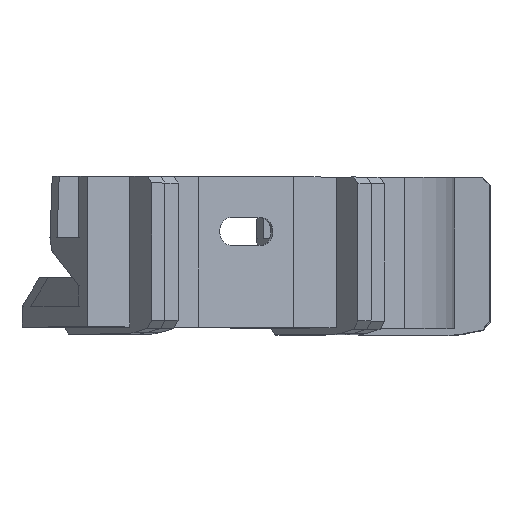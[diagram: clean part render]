
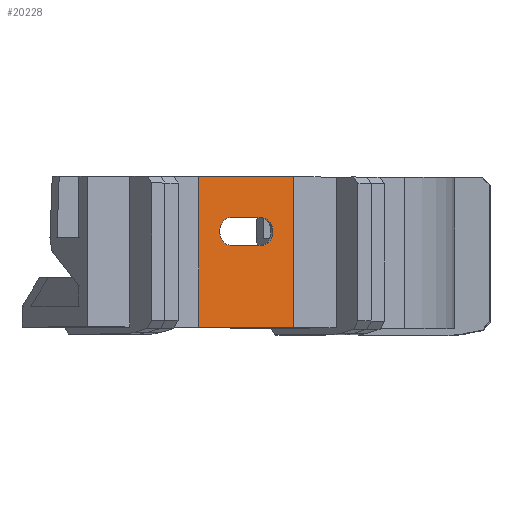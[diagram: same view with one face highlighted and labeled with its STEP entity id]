
A CAD part, left-side view. The second image highlights one B-rep face of the part: STEP entity #20228.
In plain terms, the highlighted face is planar.
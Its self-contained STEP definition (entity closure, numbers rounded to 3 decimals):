
#19952 = VERTEX_POINT('',#19953);
#19953 = CARTESIAN_POINT('',(3.,0.,16.));
#19960 = CYLINDRICAL_SURFACE('',#19961,2.);
#19961 = AXIS2_PLACEMENT_3D('',#19962,#19963,#19964);
#19962 = CARTESIAN_POINT('',(3.,24.,14.));
#19963 = DIRECTION('',(-0.,1.,0.));
#19964 = DIRECTION('',(0.,0.,-1.));
#19972 = PLANE('',#19973);
#19973 = AXIS2_PLACEMENT_3D('',#19974,#19975,#19976);
#19974 = CARTESIAN_POINT('',(3.,24.,16.));
#19975 = DIRECTION('',(0.,0.,-1.));
#19976 = DIRECTION('',(-1.,0.,-0.));
#20014 = VERTEX_POINT('',#20015);
#20015 = CARTESIAN_POINT('',(3.,0.,12.));
#20029 = PLANE('',#20030);
#20030 = AXIS2_PLACEMENT_3D('',#20031,#20032,#20033);
#20031 = CARTESIAN_POINT('',(-3.,24.,12.));
#20032 = DIRECTION('',(0.,0.,1.));
#20033 = DIRECTION('',(1.,0.,0.));
#20041 = EDGE_CURVE('',#19952,#20014,#20042,.T.);
#20042 = SURFACE_CURVE('',#20043,(#20048,#20055),.PCURVE_S1.);
#20043 = CIRCLE('',#20044,2.);
#20044 = AXIS2_PLACEMENT_3D('',#20045,#20046,#20047);
#20045 = CARTESIAN_POINT('',(3.,0.,14.));
#20046 = DIRECTION('',(0.,1.,0.));
#20047 = DIRECTION('',(0.,0.,-1.));
#20048 = PCURVE('',#19960,#20049);
#20049 = DEFINITIONAL_REPRESENTATION('',(#20050),#20054);
#20050 = LINE('',#20051,#20052);
#20051 = CARTESIAN_POINT('',(-6.283,-24.));
#20052 = VECTOR('',#20053,1.);
#20053 = DIRECTION('',(1.,-0.));
#20054 = ( GEOMETRIC_REPRESENTATION_CONTEXT(2) 
PARAMETRIC_REPRESENTATION_CONTEXT() REPRESENTATION_CONTEXT('2D SPACE',''
  ) );
#20055 = PCURVE('',#20056,#20061);
#20056 = PLANE('',#20057);
#20057 = AXIS2_PLACEMENT_3D('',#20058,#20059,#20060);
#20058 = CARTESIAN_POINT('',(0.,0.,0.));
#20059 = DIRECTION('',(0.,1.,-0.));
#20060 = DIRECTION('',(0.,0.,1.));
#20061 = DEFINITIONAL_REPRESENTATION('',(#20062),#20066);
#20062 = CIRCLE('',#20063,2.);
#20063 = AXIS2_PLACEMENT_2D('',#20064,#20065);
#20064 = CARTESIAN_POINT('',(14.,3.));
#20065 = DIRECTION('',(-1.,0.));
#20066 = ( GEOMETRIC_REPRESENTATION_CONTEXT(2) 
PARAMETRIC_REPRESENTATION_CONTEXT() REPRESENTATION_CONTEXT('2D SPACE',''
  ) );
#20074 = VERTEX_POINT('',#20075);
#20075 = CARTESIAN_POINT('',(-3.,0.,16.));
#20089 = CYLINDRICAL_SURFACE('',#20090,2.);
#20090 = AXIS2_PLACEMENT_3D('',#20091,#20092,#20093);
#20091 = CARTESIAN_POINT('',(-3.,24.,14.));
#20092 = DIRECTION('',(-0.,1.,0.));
#20093 = DIRECTION('',(0.,0.,1.));
#20128 = EDGE_CURVE('',#19952,#20074,#20129,.T.);
#20129 = SURFACE_CURVE('',#20130,(#20134,#20140),.PCURVE_S1.);
#20130 = LINE('',#20131,#20132);
#20131 = CARTESIAN_POINT('',(1.5,0.,16.));
#20132 = VECTOR('',#20133,1.);
#20133 = DIRECTION('',(-1.,0.,0.));
#20134 = PCURVE('',#19972,#20135);
#20135 = DEFINITIONAL_REPRESENTATION('',(#20136),#20139);
#20136 = B_SPLINE_CURVE_WITH_KNOTS('',1,(#20137,#20138),.UNSPECIFIED.,
  .F.,.F.,(2,2),(-1.5,4.5),.PIECEWISE_BEZIER_KNOTS.);
#20137 = CARTESIAN_POINT('',(0.,-24.));
#20138 = CARTESIAN_POINT('',(6.,-24.));
#20139 = ( GEOMETRIC_REPRESENTATION_CONTEXT(2) 
PARAMETRIC_REPRESENTATION_CONTEXT() REPRESENTATION_CONTEXT('2D SPACE',''
  ) );
#20140 = PCURVE('',#20056,#20141);
#20141 = DEFINITIONAL_REPRESENTATION('',(#20142),#20145);
#20142 = B_SPLINE_CURVE_WITH_KNOTS('',1,(#20143,#20144),.UNSPECIFIED.,
  .F.,.F.,(2,2),(-1.5,4.5),.PIECEWISE_BEZIER_KNOTS.);
#20143 = CARTESIAN_POINT('',(16.,3.));
#20144 = CARTESIAN_POINT('',(16.,-3.));
#20145 = ( GEOMETRIC_REPRESENTATION_CONTEXT(2) 
PARAMETRIC_REPRESENTATION_CONTEXT() REPRESENTATION_CONTEXT('2D SPACE',''
  ) );
#20228 = ADVANCED_FACE('',(#20229,#20343),#20056,.F.);
#20229 = FACE_BOUND('',#20230,.F.);
#20230 = EDGE_LOOP('',(#20231,#20261,#20289,#20317));
#20231 = ORIENTED_EDGE('',*,*,#20232,.F.);
#20232 = EDGE_CURVE('',#20233,#20235,#20237,.T.);
#20233 = VERTEX_POINT('',#20234);
#20234 = CARTESIAN_POINT('',(-9.,0.,0.));
#20235 = VERTEX_POINT('',#20236);
#20236 = CARTESIAN_POINT('',(9.,0.,0.));
#20237 = SURFACE_CURVE('',#20238,(#20242,#20249),.PCURVE_S1.);
#20238 = LINE('',#20239,#20240);
#20239 = CARTESIAN_POINT('',(-9.,0.,0.));
#20240 = VECTOR('',#20241,1.);
#20241 = DIRECTION('',(1.,0.,0.));
#20242 = PCURVE('',#20056,#20243);
#20243 = DEFINITIONAL_REPRESENTATION('',(#20244),#20248);
#20244 = LINE('',#20245,#20246);
#20245 = CARTESIAN_POINT('',(0.,-9.));
#20246 = VECTOR('',#20247,1.);
#20247 = DIRECTION('',(0.,1.));
#20248 = ( GEOMETRIC_REPRESENTATION_CONTEXT(2) 
PARAMETRIC_REPRESENTATION_CONTEXT() REPRESENTATION_CONTEXT('2D SPACE',''
  ) );
#20249 = PCURVE('',#20250,#20255);
#20250 = PLANE('',#20251);
#20251 = AXIS2_PLACEMENT_3D('',#20252,#20253,#20254);
#20252 = CARTESIAN_POINT('',(0.,15.,0.));
#20253 = DIRECTION('',(0.,0.,1.));
#20254 = DIRECTION('',(0.,-1.,0.));
#20255 = DEFINITIONAL_REPRESENTATION('',(#20256),#20260);
#20256 = LINE('',#20257,#20258);
#20257 = CARTESIAN_POINT('',(15.,-9.));
#20258 = VECTOR('',#20259,1.);
#20259 = DIRECTION('',(0.,1.));
#20260 = ( GEOMETRIC_REPRESENTATION_CONTEXT(2) 
PARAMETRIC_REPRESENTATION_CONTEXT() REPRESENTATION_CONTEXT('2D SPACE',''
  ) );
#20261 = ORIENTED_EDGE('',*,*,#20262,.T.);
#20262 = EDGE_CURVE('',#20233,#20263,#20265,.T.);
#20263 = VERTEX_POINT('',#20264);
#20264 = CARTESIAN_POINT('',(-9.,0.,22.));
#20265 = SURFACE_CURVE('',#20266,(#20270,#20277),.PCURVE_S1.);
#20266 = LINE('',#20267,#20268);
#20267 = CARTESIAN_POINT('',(-9.,0.,0.));
#20268 = VECTOR('',#20269,1.);
#20269 = DIRECTION('',(0.,0.,1.));
#20270 = PCURVE('',#20056,#20271);
#20271 = DEFINITIONAL_REPRESENTATION('',(#20272),#20276);
#20272 = LINE('',#20273,#20274);
#20273 = CARTESIAN_POINT('',(0.,-9.));
#20274 = VECTOR('',#20275,1.);
#20275 = DIRECTION('',(1.,0.));
#20276 = ( GEOMETRIC_REPRESENTATION_CONTEXT(2) 
PARAMETRIC_REPRESENTATION_CONTEXT() REPRESENTATION_CONTEXT('2D SPACE',''
  ) );
#20277 = PCURVE('',#20278,#20283);
#20278 = PLANE('',#20279);
#20279 = AXIS2_PLACEMENT_3D('',#20280,#20281,#20282);
#20280 = CARTESIAN_POINT('',(-9.,4.162,7.662));
#20281 = DIRECTION('',(-1.,0.,0.));
#20282 = DIRECTION('',(0.,0.,1.));
#20283 = DEFINITIONAL_REPRESENTATION('',(#20284),#20288);
#20284 = LINE('',#20285,#20286);
#20285 = CARTESIAN_POINT('',(-7.662,-4.162));
#20286 = VECTOR('',#20287,1.);
#20287 = DIRECTION('',(1.,0.));
#20288 = ( GEOMETRIC_REPRESENTATION_CONTEXT(2) 
PARAMETRIC_REPRESENTATION_CONTEXT() REPRESENTATION_CONTEXT('2D SPACE',''
  ) );
#20289 = ORIENTED_EDGE('',*,*,#20290,.F.);
#20290 = EDGE_CURVE('',#20291,#20263,#20293,.T.);
#20291 = VERTEX_POINT('',#20292);
#20292 = CARTESIAN_POINT('',(9.,0.,22.));
#20293 = SURFACE_CURVE('',#20294,(#20298,#20305),.PCURVE_S1.);
#20294 = LINE('',#20295,#20296);
#20295 = CARTESIAN_POINT('',(9.,0.,22.));
#20296 = VECTOR('',#20297,1.);
#20297 = DIRECTION('',(-1.,0.,0.));
#20298 = PCURVE('',#20056,#20299);
#20299 = DEFINITIONAL_REPRESENTATION('',(#20300),#20304);
#20300 = LINE('',#20301,#20302);
#20301 = CARTESIAN_POINT('',(22.,9.));
#20302 = VECTOR('',#20303,1.);
#20303 = DIRECTION('',(0.,-1.));
#20304 = ( GEOMETRIC_REPRESENTATION_CONTEXT(2) 
PARAMETRIC_REPRESENTATION_CONTEXT() REPRESENTATION_CONTEXT('2D SPACE',''
  ) );
#20305 = PCURVE('',#20306,#20311);
#20306 = PLANE('',#20307);
#20307 = AXIS2_PLACEMENT_3D('',#20308,#20309,#20310);
#20308 = CARTESIAN_POINT('',(0.,0.,22.));
#20309 = DIRECTION('',(0.,0.,-1.));
#20310 = DIRECTION('',(0.,1.,0.));
#20311 = DEFINITIONAL_REPRESENTATION('',(#20312),#20316);
#20312 = LINE('',#20313,#20314);
#20313 = CARTESIAN_POINT('',(0.,9.));
#20314 = VECTOR('',#20315,1.);
#20315 = DIRECTION('',(0.,-1.));
#20316 = ( GEOMETRIC_REPRESENTATION_CONTEXT(2) 
PARAMETRIC_REPRESENTATION_CONTEXT() REPRESENTATION_CONTEXT('2D SPACE',''
  ) );
#20317 = ORIENTED_EDGE('',*,*,#20318,.F.);
#20318 = EDGE_CURVE('',#20235,#20291,#20319,.T.);
#20319 = SURFACE_CURVE('',#20320,(#20324,#20331),.PCURVE_S1.);
#20320 = LINE('',#20321,#20322);
#20321 = CARTESIAN_POINT('',(9.,0.,0.));
#20322 = VECTOR('',#20323,1.);
#20323 = DIRECTION('',(0.,0.,1.));
#20324 = PCURVE('',#20056,#20325);
#20325 = DEFINITIONAL_REPRESENTATION('',(#20326),#20330);
#20326 = LINE('',#20327,#20328);
#20327 = CARTESIAN_POINT('',(0.,9.));
#20328 = VECTOR('',#20329,1.);
#20329 = DIRECTION('',(1.,0.));
#20330 = ( GEOMETRIC_REPRESENTATION_CONTEXT(2) 
PARAMETRIC_REPRESENTATION_CONTEXT() REPRESENTATION_CONTEXT('2D SPACE',''
  ) );
#20331 = PCURVE('',#20332,#20337);
#20332 = PLANE('',#20333);
#20333 = AXIS2_PLACEMENT_3D('',#20334,#20335,#20336);
#20334 = CARTESIAN_POINT('',(9.,4.162,7.662));
#20335 = DIRECTION('',(-1.,0.,0.));
#20336 = DIRECTION('',(0.,0.,1.));
#20337 = DEFINITIONAL_REPRESENTATION('',(#20338),#20342);
#20338 = LINE('',#20339,#20340);
#20339 = CARTESIAN_POINT('',(-7.662,-4.162));
#20340 = VECTOR('',#20341,1.);
#20341 = DIRECTION('',(1.,0.));
#20342 = ( GEOMETRIC_REPRESENTATION_CONTEXT(2) 
PARAMETRIC_REPRESENTATION_CONTEXT() REPRESENTATION_CONTEXT('2D SPACE',''
  ) );
#20343 = FACE_BOUND('',#20344,.F.);
#20344 = EDGE_LOOP('',(#20345,#20346,#20347,#20371));
#20345 = ORIENTED_EDGE('',*,*,#20041,.F.);
#20346 = ORIENTED_EDGE('',*,*,#20128,.T.);
#20347 = ORIENTED_EDGE('',*,*,#20348,.F.);
#20348 = EDGE_CURVE('',#20349,#20074,#20351,.T.);
#20349 = VERTEX_POINT('',#20350);
#20350 = CARTESIAN_POINT('',(-3.,0.,12.));
#20351 = SURFACE_CURVE('',#20352,(#20357,#20364),.PCURVE_S1.);
#20352 = CIRCLE('',#20353,2.);
#20353 = AXIS2_PLACEMENT_3D('',#20354,#20355,#20356);
#20354 = CARTESIAN_POINT('',(-3.,0.,14.));
#20355 = DIRECTION('',(-0.,1.,0.));
#20356 = DIRECTION('',(0.,0.,1.));
#20357 = PCURVE('',#20056,#20358);
#20358 = DEFINITIONAL_REPRESENTATION('',(#20359),#20363);
#20359 = CIRCLE('',#20360,2.);
#20360 = AXIS2_PLACEMENT_2D('',#20361,#20362);
#20361 = CARTESIAN_POINT('',(14.,-3.));
#20362 = DIRECTION('',(1.,0.));
#20363 = ( GEOMETRIC_REPRESENTATION_CONTEXT(2) 
PARAMETRIC_REPRESENTATION_CONTEXT() REPRESENTATION_CONTEXT('2D SPACE',''
  ) );
#20364 = PCURVE('',#20089,#20365);
#20365 = DEFINITIONAL_REPRESENTATION('',(#20366),#20370);
#20366 = LINE('',#20367,#20368);
#20367 = CARTESIAN_POINT('',(-6.283,-24.));
#20368 = VECTOR('',#20369,1.);
#20369 = DIRECTION('',(1.,-0.));
#20370 = ( GEOMETRIC_REPRESENTATION_CONTEXT(2) 
PARAMETRIC_REPRESENTATION_CONTEXT() REPRESENTATION_CONTEXT('2D SPACE',''
  ) );
#20371 = ORIENTED_EDGE('',*,*,#20372,.T.);
#20372 = EDGE_CURVE('',#20349,#20014,#20373,.T.);
#20373 = SURFACE_CURVE('',#20374,(#20378,#20384),.PCURVE_S1.);
#20374 = LINE('',#20375,#20376);
#20375 = CARTESIAN_POINT('',(-1.5,0.,12.));
#20376 = VECTOR('',#20377,1.);
#20377 = DIRECTION('',(1.,-0.,0.));
#20378 = PCURVE('',#20056,#20379);
#20379 = DEFINITIONAL_REPRESENTATION('',(#20380),#20383);
#20380 = B_SPLINE_CURVE_WITH_KNOTS('',1,(#20381,#20382),.UNSPECIFIED.,
  .F.,.F.,(2,2),(-1.5,4.5),.PIECEWISE_BEZIER_KNOTS.);
#20381 = CARTESIAN_POINT('',(12.,-3.));
#20382 = CARTESIAN_POINT('',(12.,3.));
#20383 = ( GEOMETRIC_REPRESENTATION_CONTEXT(2) 
PARAMETRIC_REPRESENTATION_CONTEXT() REPRESENTATION_CONTEXT('2D SPACE',''
  ) );
#20384 = PCURVE('',#20029,#20385);
#20385 = DEFINITIONAL_REPRESENTATION('',(#20386),#20389);
#20386 = B_SPLINE_CURVE_WITH_KNOTS('',1,(#20387,#20388),.UNSPECIFIED.,
  .F.,.F.,(2,2),(-1.5,4.5),.PIECEWISE_BEZIER_KNOTS.);
#20387 = CARTESIAN_POINT('',(0.,-24.));
#20388 = CARTESIAN_POINT('',(6.,-24.));
#20389 = ( GEOMETRIC_REPRESENTATION_CONTEXT(2) 
PARAMETRIC_REPRESENTATION_CONTEXT() REPRESENTATION_CONTEXT('2D SPACE',''
  ) );
